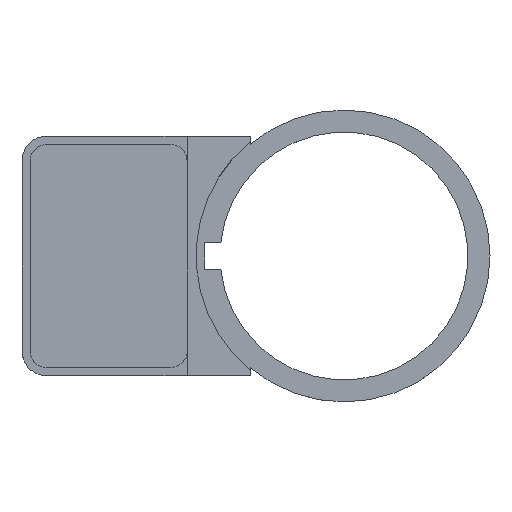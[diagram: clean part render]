
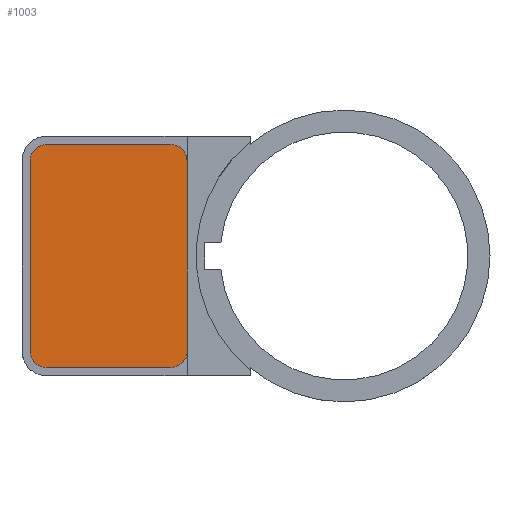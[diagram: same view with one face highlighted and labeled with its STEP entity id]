
A CAD part, top view. The second image highlights one B-rep face of the part: STEP entity #1003.
In plain terms, the highlighted planar face has unit normal (-0.03, 0, 1).
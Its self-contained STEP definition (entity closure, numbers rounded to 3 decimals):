
#14=ELLIPSE($,#1082,2.001,2.);
#16=ELLIPSE($,#1086,2.001,2.);
#18=ELLIPSE($,#1090,2.001,2.);
#21=ELLIPSE($,#1095,2.001,2.);
#48=PLANE($,#1096);
#93=FACE_OUTER_BOUND($,#146,.T.);
#146=EDGE_LOOP($,(#798,#799,#800,#801,#802,#803,#804,#805));
#220=LINE($,#1591,#315);
#224=LINE($,#1603,#319);
#228=LINE($,#1615,#323);
#232=LINE($,#1626,#327);
#315=VECTOR($,#1302,15.257);
#319=VECTOR($,#1314,23.35);
#323=VECTOR($,#1326,15.257);
#327=VECTOR($,#1338,23.35);
#446=VERTEX_POINT($,#1581);
#447=VERTEX_POINT($,#1582);
#450=VERTEX_POINT($,#1590);
#452=VERTEX_POINT($,#1596);
#454=VERTEX_POINT($,#1602);
#456=VERTEX_POINT($,#1608);
#458=VERTEX_POINT($,#1614);
#461=VERTEX_POINT($,#1622);
#563=EDGE_CURVE($,#446,#447,#14,.T.);
#567=EDGE_CURVE($,#446,#450,#220,.T.);
#570=EDGE_CURVE($,#452,#450,#16,.T.);
#573=EDGE_CURVE($,#452,#454,#224,.T.);
#576=EDGE_CURVE($,#456,#454,#18,.T.);
#579=EDGE_CURVE($,#456,#458,#228,.T.);
#583=EDGE_CURVE($,#461,#458,#21,.T.);
#585=EDGE_CURVE($,#447,#461,#232,.T.);
#798=ORIENTED_EDGE($,*,*,#563,.T.);
#799=ORIENTED_EDGE($,*,*,#585,.T.);
#800=ORIENTED_EDGE($,*,*,#583,.T.);
#801=ORIENTED_EDGE($,*,*,#579,.F.);
#802=ORIENTED_EDGE($,*,*,#576,.T.);
#803=ORIENTED_EDGE($,*,*,#573,.F.);
#804=ORIENTED_EDGE($,*,*,#570,.T.);
#805=ORIENTED_EDGE($,*,*,#567,.F.);
#1003=ADVANCED_FACE($,(#93),#48,.F.);
#1082=AXIS2_PLACEMENT_3D($,#1583,#1294,#1295);
#1086=AXIS2_PLACEMENT_3D($,#1597,#1307,#1308);
#1090=AXIS2_PLACEMENT_3D($,#1609,#1319,#1320);
#1095=AXIS2_PLACEMENT_3D($,#1623,#1333,#1334);
#1096=AXIS2_PLACEMENT_3D($,#1625,#1336,#1337);
#1294=DIRECTION('center_axis',(-0.03,0.,1.));
#1295=DIRECTION('ref_axis',(1.,0.,0.03));
#1302=DIRECTION($,(-1.,0.,-0.03));
#1307=DIRECTION('center_axis',(-0.03,0.,1.));
#1308=DIRECTION('ref_axis',(-1.,0.,-0.03));
#1314=DIRECTION($,(0.,1.,0.));
#1319=DIRECTION('center_axis',(-0.03,0.,1.));
#1320=DIRECTION('ref_axis',(-1.,0.,-0.03));
#1326=DIRECTION($,(1.,0.,0.03));
#1333=DIRECTION('center_axis',(-0.03,0.,1.));
#1334=DIRECTION('ref_axis',(1.,0.,0.03));
#1336=DIRECTION('center_axis',(0.03,0.,-1.));
#1337=DIRECTION('ref_axis',(-1.,0.,-0.03));
#1338=DIRECTION($,(0.,1.,0.));
#1581=CARTESIAN_POINT('',(-21.25,-13.675,1.79));
#1582=CARTESIAN_POINT('',(-19.25,-11.675,1.85));
#1583=CARTESIAN_POINT('Origin',(-21.25,-11.675,1.79));
#1590=CARTESIAN_POINT('',(-36.5,-13.675,1.338));
#1591=CARTESIAN_POINT($,(-19.25,-13.675,1.85));
#1596=CARTESIAN_POINT('',(-38.5,-11.675,1.279));
#1597=CARTESIAN_POINT('Origin',(-36.5,-11.675,1.338));
#1602=CARTESIAN_POINT('',(-38.5,11.675,1.279));
#1603=CARTESIAN_POINT($,(-38.5,0.,1.279));
#1608=CARTESIAN_POINT('',(-36.5,13.675,1.338));
#1609=CARTESIAN_POINT('Origin',(-36.5,11.675,1.338));
#1614=CARTESIAN_POINT('',(-21.25,13.675,1.79));
#1615=CARTESIAN_POINT($,(-19.25,13.675,1.85));
#1622=CARTESIAN_POINT('',(-19.25,11.675,1.85));
#1623=CARTESIAN_POINT('Origin',(-21.25,11.675,1.79));
#1625=CARTESIAN_POINT('Origin',(-19.25,0.,
1.85));
#1626=CARTESIAN_POINT($,(-19.25,0.,1.85));
